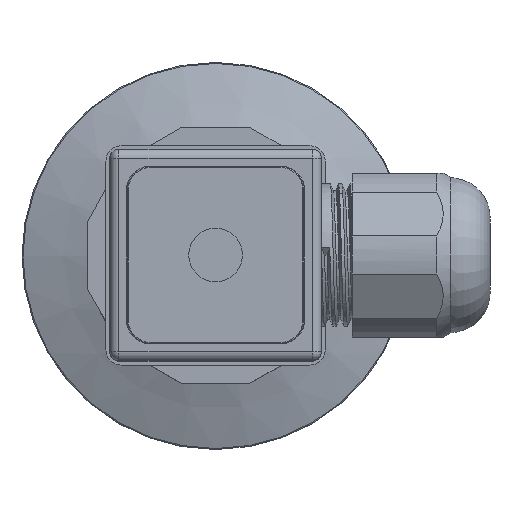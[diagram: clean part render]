
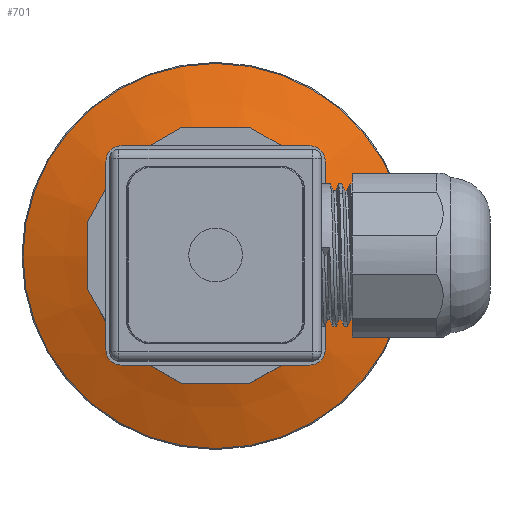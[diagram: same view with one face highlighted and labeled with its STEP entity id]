
A CAD part, top view. The second image highlights one B-rep face of the part: STEP entity #701.
In plain terms, the highlighted conical face has half-angle 70 degrees and reference radius 19.942 mm.
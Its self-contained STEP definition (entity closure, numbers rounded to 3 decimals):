
#701=ADVANCED_FACE('',(#5253,#5255),#5257,.T.);
#5253=FACE_OUTER_BOUND('',#5254,.T.);
#5254=EDGE_LOOP('',(#12633));
#5255=FACE_OUTER_BOUND('',#5256,.T.);
#5256=EDGE_LOOP('',(#12634));
#5257=CONICAL_SURFACE('',#5258,19.942,1.222);
#5258=AXIS2_PLACEMENT_3D('',#5259,#5260,#5261);
#5259=CARTESIAN_POINT('',(0.,0.,4.232));
#5260=DIRECTION('',(-0.,-0.,-1.));
#5261=DIRECTION('',(-1.,0.,-0.));
#12633=ORIENTED_EDGE('',*,*,#14758,.T.);
#12634=ORIENTED_EDGE('',*,*,#14759,.F.);
#14758=EDGE_CURVE('',#15829,#15829,#15830,.T.);
#14759=EDGE_CURVE('',#15831,#15831,#15832,.T.);
#15829=VERTEX_POINT('',#17619);
#15830=CIRCLE('',#17620,25.118);
#15831=VERTEX_POINT('',#17624);
#15832=CIRCLE('',#17625,14.766);
#17619=CARTESIAN_POINT('',(25.118,0.,2.348));
#17620=AXIS2_PLACEMENT_3D('',#17621,#17622,#17623);
#17621=CARTESIAN_POINT('',(0.,0.,2.348));
#17622=DIRECTION('',(0.,0.,1.));
#17623=DIRECTION('',(1.,0.,0.));
#17624=CARTESIAN_POINT('',(14.766,0.,6.116));
#17625=AXIS2_PLACEMENT_3D('',#17626,#17627,#17628);
#17626=CARTESIAN_POINT('',(0.,0.,6.116));
#17627=DIRECTION('',(0.,0.,1.));
#17628=DIRECTION('',(1.,0.,0.));
